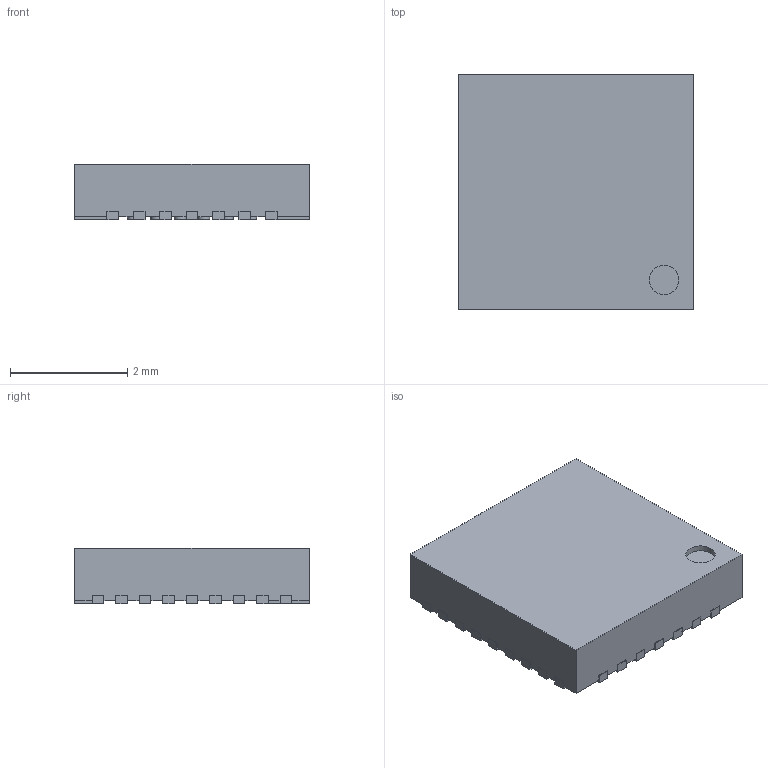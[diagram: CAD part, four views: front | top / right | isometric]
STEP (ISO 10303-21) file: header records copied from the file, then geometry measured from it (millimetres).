
FILE_DESCRIPTION (( 'STEP AP214' ), '1' );
FILE_NAME ('C9C47A36-70A4-4AAB-A757-8C33F7A8519D.STEP', '2023-01-10T14:56:29', ( '' ), ( '' ), 'SwSTEP 2.0', 'SolidWorks 2022', '' );
FILE_SCHEMA (( 'AUTOMOTIVE_DESIGN' ));
Length unit declared in the file: millimetre
Products named in the file (1): C9C47A36-70A4-4AAB-A757-8C33F7A8519D
Bounding box: 4.02 x 4.02 x 0.95 mm (x, y, z)
Volume: 14.5 mm3; surface area: 48.7 mm2
Topology: 1 solids, 1 shells, 208 faces, 614 edges, 409 vertices
Faces by surface type: plane 179, cylinder 29
Entity records: 7814 total; most frequent: CARTESIAN_POINT 1422, ORIENTED_EDGE 1228, DIRECTION 1035, EDGE_CURVE 614, VECTOR 555, LINE 555, VERTEX_POINT 409, AXIS2_PLACEMENT_3D 240
